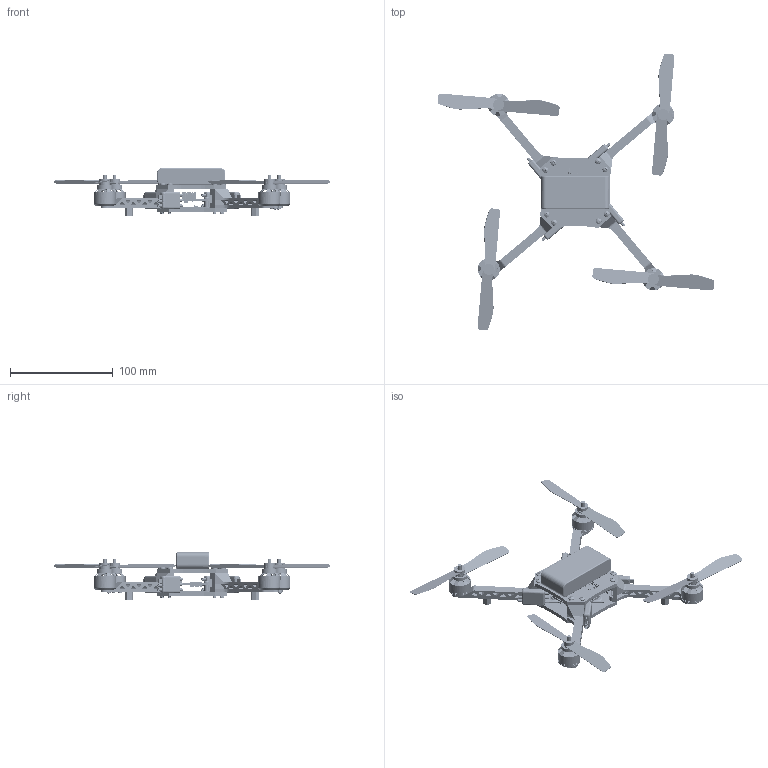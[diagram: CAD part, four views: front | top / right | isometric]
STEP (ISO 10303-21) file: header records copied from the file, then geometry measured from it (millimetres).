
FILE_DESCRIPTION(('FreeCAD Model'),'2;1');
FILE_NAME('Open CASCADE Shape Model','2025-04-27T15:06:30',('FreeCAD'),( 'FreeCAD'),'Open CASCADE STEP processor 7.6','FreeCAD','Unknown');
FILE_SCHEMA(('AUTOMOTIVE_DESIGN { 1 0 10303 214 1 1 1 1 }'));
Products named in the file (1): Open CASCADE STEP translator 7.6 1
Bounding box: 269.73 x 269.73 x 46.42 mm (x, y, z)
Volume: 123356.8 mm3; surface area: 94713.3 mm2
Topology: 58 solids, 58 shells, 3865 faces, 10355 edges, 6694 vertices
Faces by surface type: bspline 3865
Entity records: 233307 total; most frequent: CARTESIAN_POINT 173257, ORIENTED_EDGE 20644, EDGE_CURVE 10322, B_SPLINE_CURVE_WITH_KNOTS 8016, VERTEX_POINT 6694, FACE_BOUND 4346, EDGE_LOOP 4346, ADVANCED_FACE 3865
